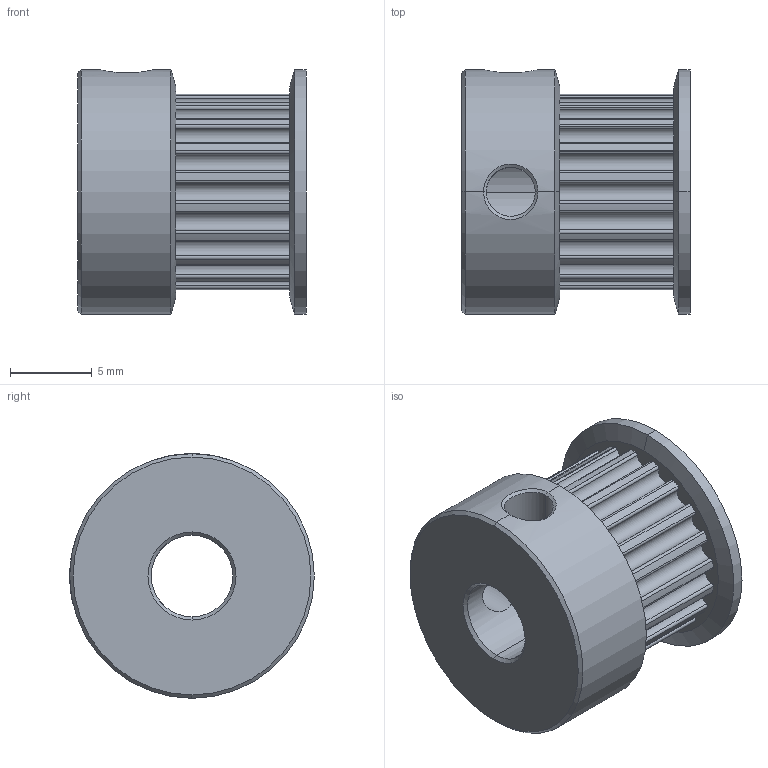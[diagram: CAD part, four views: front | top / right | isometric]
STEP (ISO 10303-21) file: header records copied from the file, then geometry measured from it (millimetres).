
FILE_DESCRIPTION(('none'),'2,1');
FILE_NAME('','Fri Nov 11 18:51:06 2016',('Unknown author'),(''),'HOOPS Exchange','Windows','Unknown authorisation');
FILE_SCHEMA( ('AUTOMOTIVE_DESIGN { 1 0 10303 214 1 1 1 1 }') );
Length unit declared in the file: millimetre
Products named in the file (2): GT2_20tooth; ????????????1
Assembly tree (1 placements, depth 2):
  GT2_20tooth
    ????????????1
Bounding box: 14 x 15 x 15 mm (x, y, z)
Volume: 1582.3 mm3; surface area: 1428.1 mm2
Topology: 1 solids, 1 shells, 134 faces, 373 edges, 242 vertices
Faces by surface type: cylinder 111, cone 14, plane 5, bspline 4
Entity records: 14021 total; most frequent: CARTESIAN_POINT 7972, DIRECTION 853, DEFINITIONAL_REPRESENTATION 746, PCURVE 746, ORIENTED_EDGE 746, B_SPLINE_CURVE_WITH_KNOTS 544, INTERSECTION_CURVE 373, EDGE_CURVE 373
